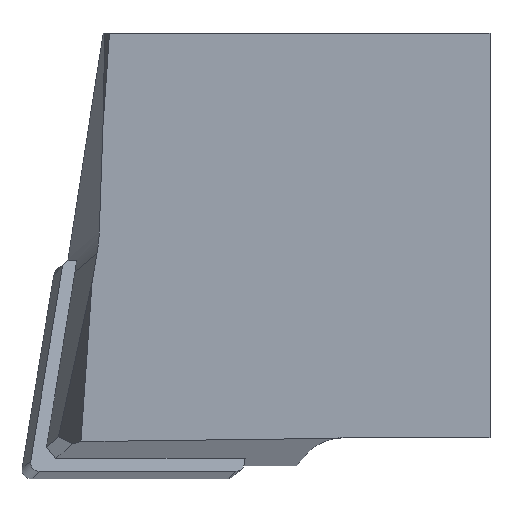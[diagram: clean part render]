
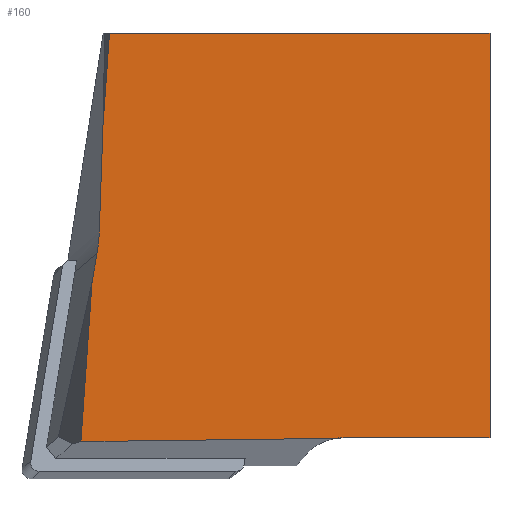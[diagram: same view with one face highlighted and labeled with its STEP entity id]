
A CAD part, front view. The second image highlights one B-rep face of the part: STEP entity #160.
In plain terms, the highlighted planar face has unit normal (0, -1, 0).
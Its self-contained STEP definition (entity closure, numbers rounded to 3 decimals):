
#140=ELLIPSE('',#1287,14.182,14.);
#160=ADVANCED_FACE('',(#257),#221,.F.);
#221=PLANE('',#1289);
#257=FACE_OUTER_BOUND('',#313,.T.);
#313=EDGE_LOOP('',(#618,#619,#620,#621,#622,#623,#624,#625,#626,#627));
#376=CIRCLE('',#1288,5.);
#421=LINE('',#1751,#511);
#422=LINE('',#1754,#512);
#423=LINE('',#1756,#513);
#424=LINE('',#1760,#514);
#425=LINE('',#1762,#515);
#426=LINE('',#1764,#516);
#427=LINE('',#1768,#517);
#428=LINE('',#1770,#518);
#511=VECTOR('',#1433,1.);
#512=VECTOR('',#1434,1.);
#513=VECTOR('',#1435,1.);
#514=VECTOR('',#1438,1.);
#515=VECTOR('',#1439,1.);
#516=VECTOR('',#1440,1.);
#517=VECTOR('',#1443,1.);
#518=VECTOR('',#1444,1.);
#618=ORIENTED_EDGE('',*,*,#1049,.F.);
#619=ORIENTED_EDGE('',*,*,#1050,.F.);
#620=ORIENTED_EDGE('',*,*,#1051,.T.);
#621=ORIENTED_EDGE('',*,*,#1052,.T.);
#622=ORIENTED_EDGE('',*,*,#1053,.T.);
#623=ORIENTED_EDGE('',*,*,#1054,.F.);
#624=ORIENTED_EDGE('',*,*,#1055,.T.);
#625=ORIENTED_EDGE('',*,*,#1056,.F.);
#626=ORIENTED_EDGE('',*,*,#1057,.F.);
#627=ORIENTED_EDGE('',*,*,#1058,.T.);
#933=VERTEX_POINT('',#1752);
#934=VERTEX_POINT('',#1753);
#935=VERTEX_POINT('',#1755);
#936=VERTEX_POINT('',#1757);
#937=VERTEX_POINT('',#1759);
#938=VERTEX_POINT('',#1761);
#939=VERTEX_POINT('',#1763);
#940=VERTEX_POINT('',#1765);
#941=VERTEX_POINT('',#1767);
#942=VERTEX_POINT('',#1769);
#1049=EDGE_CURVE('',#933,#934,#421,.T.);
#1050=EDGE_CURVE('',#935,#933,#422,.T.);
#1051=EDGE_CURVE('',#935,#936,#423,.T.);
#1052=EDGE_CURVE('',#936,#937,#140,.T.);
#1053=EDGE_CURVE('',#937,#938,#424,.T.);
#1054=EDGE_CURVE('',#939,#938,#425,.T.);
#1055=EDGE_CURVE('',#939,#940,#426,.T.);
#1056=EDGE_CURVE('',#941,#940,#376,.T.);
#1057=EDGE_CURVE('',#942,#941,#427,.T.);
#1058=EDGE_CURVE('',#942,#934,#428,.T.);
#1287=AXIS2_PLACEMENT_3D('',#1758,#1436,#1437);
#1288=AXIS2_PLACEMENT_3D('',#1766,#1441,#1442);
#1289=AXIS2_PLACEMENT_3D('',#1771,#1445,#1446);
#1433=DIRECTION('',(1.,0.,0.));
#1434=DIRECTION('',(0.07,0.,0.998));
#1435=DIRECTION('',(-0.035,0.,-0.999));
#1436=DIRECTION('',(0.,1.,0.));
#1437=DIRECTION('',(0.76,0.,0.65));
#1438=DIRECTION('',(-0.174,0.,-0.985));
#1439=DIRECTION('',(0.07,0.,0.998));
#1440=DIRECTION('',(1.,0.,0.013));
#1441=DIRECTION('',(0.,-1.,0.));
#1442=DIRECTION('',(1.,0.,0.));
#1443=DIRECTION('',(-1.,0.,0.));
#1444=DIRECTION('',(0.,0.,1.));
#1445=DIRECTION('',(0.,1.,0.));
#1446=DIRECTION('',(1.,0.,0.));
#1751=CARTESIAN_POINT('',(-11.439,0.,0.));
#1752=CARTESIAN_POINT('',(-34.15,0.,0.));
#1753=CARTESIAN_POINT('',(0.,0.,0.));
#1754=CARTESIAN_POINT('',(-38.215,0.,-58.128));
#1755=CARTESIAN_POINT('',(-34.732,0.,-8.322));
#1756=CARTESIAN_POINT('',(-36.509,0.,-59.123));
#1757=CARTESIAN_POINT('',(-35.065,0.,-17.838));
#1758=CARTESIAN_POINT('',(-49.161,0.,-17.526));
#1759=CARTESIAN_POINT('',(-35.27,0.,-19.793));
#1760=CARTESIAN_POINT('',(-41.427,0.,-54.713));
#1761=CARTESIAN_POINT('',(-35.707,0.,-22.272));
#1762=CARTESIAN_POINT('',(-38.215,0.,-58.128));
#1763=CARTESIAN_POINT('',(-36.713,0.,-36.655));
#1764=CARTESIAN_POINT('',(-11.74,0.,-36.338));
#1765=CARTESIAN_POINT('',(-13.83,0.,-36.364));
#1766=CARTESIAN_POINT('',(-13.03,0.,-41.3));
#1767=CARTESIAN_POINT('',(-13.03,0.,-36.3));
#1768=CARTESIAN_POINT('',(4.97,0.,-36.3));
#1769=CARTESIAN_POINT('',(0.,0.,-36.3));
#1770=CARTESIAN_POINT('',(0.,0.,-60.));
#1771=CARTESIAN_POINT('',(-11.439,0.,-60.));
